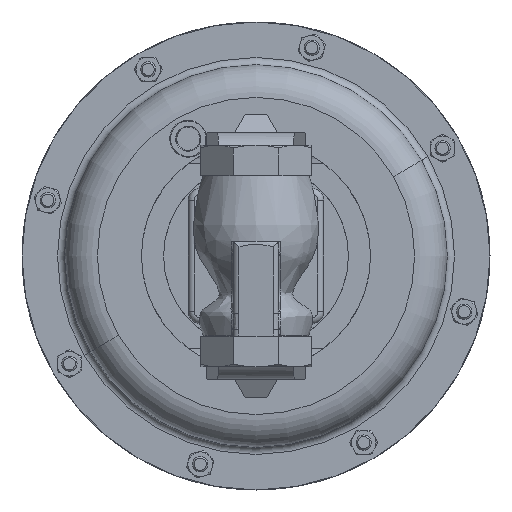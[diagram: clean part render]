
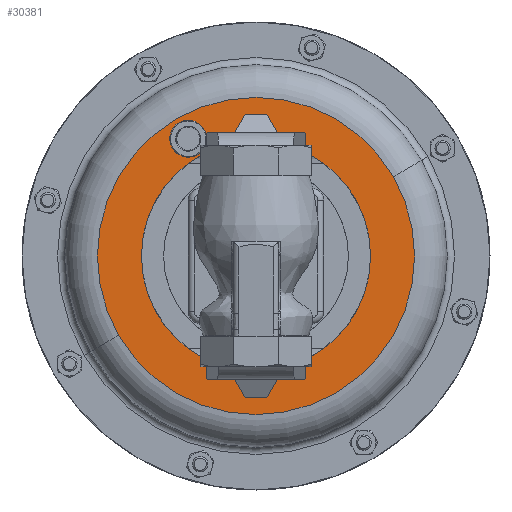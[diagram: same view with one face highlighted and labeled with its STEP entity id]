
A CAD part, front view. The second image highlights one B-rep face of the part: STEP entity #30381.
In plain terms, the highlighted planar face has unit normal (0, -1, 0).
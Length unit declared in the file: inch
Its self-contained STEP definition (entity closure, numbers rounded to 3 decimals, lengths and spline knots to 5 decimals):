
#273 = AXIS2_PLACEMENT_3D ( 'NONE', #31686, #29564, #28212 ) ;
#806 = CARTESIAN_POINT ( 'NONE',  ( 0., 7.835, -2.25 ) ) ;
#1308 = CARTESIAN_POINT ( 'NONE',  ( 0., 7.835, 0.075 ) ) ;
#1352 = EDGE_LOOP ( 'NONE', ( #25372, #24561 ) ) ;
#1585 = FACE_BOUND ( 'NONE', #4263, .T. ) ;
#1710 = CARTESIAN_POINT ( 'NONE',  ( -2.78774, 7.835, -3.8595 ) ) ;
#1880 = ORIENTED_EDGE ( 'NONE', *, *, #6007, .F. ) ;
#2352 = EDGE_CURVE ( 'NONE', #22409, #20467, #25001, .T. ) ;
#3260 = DIRECTION ( 'NONE',  ( 0., 0., -1. ) ) ;
#3591 = CARTESIAN_POINT ( 'NONE',  ( 2.78774, 7.835, -0.6405 ) ) ;
#3962 = CARTESIAN_POINT ( 'NONE',  ( 0., 7.835, -2.25 ) ) ;
#4263 = EDGE_LOOP ( 'NONE', ( #5695, #21664 ) ) ;
#5287 = DIRECTION ( 'NONE',  ( -0.999, 0., -0.035 ) ) ;
#5695 = ORIENTED_EDGE ( 'NONE', *, *, #15629, .T. ) ;
#6007 = EDGE_CURVE ( 'NONE', #10443, #20367, #10632, .T. ) ;
#6067 = DIRECTION ( 'NONE',  ( 0.866, 0., 0.5 ) ) ;
#6069 = DIRECTION ( 'NONE',  ( 0., 1., 0. ) ) ;
#6323 = AXIS2_PLACEMENT_3D ( 'NONE', #20585, #6069, #23125 ) ;
#6400 = DIRECTION ( 'NONE',  ( 0., 0., -1. ) ) ;
#6520 = VERTEX_POINT ( 'NONE', #1308 ) ;
#6544 = CARTESIAN_POINT ( 'NONE',  ( 0., 7.835, -2.25 ) ) ;
#7293 = FACE_BOUND ( 'NONE', #1352, .T. ) ;
#8172 = CARTESIAN_POINT ( 'NONE',  ( -1.375, 7.835, 0.13157 ) ) ;
#8756 = CARTESIAN_POINT ( 'NONE',  ( -1.00023, 7.835, 0.14463 ) ) ;
#8960 = DIRECTION ( 'NONE',  ( -0.866, 0., -0.5 ) ) ;
#10443 = VERTEX_POINT ( 'NONE', #1710 ) ;
#10632 = CIRCLE ( 'NONE', #273, 3.219 ) ;
#10875 = VERTEX_POINT ( 'NONE', #14618 ) ;
#10987 = CIRCLE ( 'NONE', #14534, 3.219 ) ;
#12509 = EDGE_CURVE ( 'NONE', #20467, #22409, #28973, .T. ) ;
#13008 = FACE_OUTER_BOUND ( 'NONE', #27980, .T. ) ;
#13273 = PLANE ( 'NONE',  #25027 ) ;
#13677 = DIRECTION ( 'NONE',  ( 0., 1., 0. ) ) ;
#14252 = EDGE_CURVE ( 'NONE', #6520, #10875, #28907, .T. ) ;
#14534 = AXIS2_PLACEMENT_3D ( 'NONE', #6544, #23621, #8960 ) ;
#14618 = CARTESIAN_POINT ( 'NONE',  ( 0., 7.835, -4.575 ) ) ;
#15629 = EDGE_CURVE ( 'NONE', #10875, #6520, #23835, .T. ) ;
#16456 = CARTESIAN_POINT ( 'NONE',  ( -1.74977, 7.835, 0.11851 ) ) ;
#17818 = DIRECTION ( 'NONE',  ( 0., 1., 0. ) ) ;
#20367 = VERTEX_POINT ( 'NONE', #3591 ) ;
#20408 = AXIS2_PLACEMENT_3D ( 'NONE', #3962, #20922, #6400 ) ;
#20467 = VERTEX_POINT ( 'NONE', #8756 ) ;
#20473 = CARTESIAN_POINT ( 'NONE',  ( -1.6095, 7.835, 0.53774 ) ) ;
#20583 = DIRECTION ( 'NONE',  ( 0., -1., 0. ) ) ;
#20585 = CARTESIAN_POINT ( 'NONE',  ( -1.375, 7.835, 0.13157 ) ) ;
#20922 = DIRECTION ( 'NONE',  ( 0., 1., 0. ) ) ;
#21592 = ORIENTED_EDGE ( 'NONE', *, *, #22889, .F. ) ;
#21664 = ORIENTED_EDGE ( 'NONE', *, *, #14252, .T. ) ;
#22409 = VERTEX_POINT ( 'NONE', #16456 ) ;
#22889 = EDGE_CURVE ( 'NONE', #20367, #10443, #10987, .T. ) ;
#23125 = DIRECTION ( 'NONE',  ( -0.999, 0., -0.035 ) ) ;
#23621 = DIRECTION ( 'NONE',  ( 0., 1., 0. ) ) ;
#23835 = CIRCLE ( 'NONE', #20408, 2.325 ) ;
#24561 = ORIENTED_EDGE ( 'NONE', *, *, #12509, .T. ) ;
#25001 = CIRCLE ( 'NONE', #29953, 0.375 ) ;
#25027 = AXIS2_PLACEMENT_3D ( 'NONE', #20473, #20583, #6067 ) ;
#25372 = ORIENTED_EDGE ( 'NONE', *, *, #2352, .T. ) ;
#27980 = EDGE_LOOP ( 'NONE', ( #1880, #21592 ) ) ;
#28212 = DIRECTION ( 'NONE',  ( -0.866, 0., -0.5 ) ) ;
#28907 = CIRCLE ( 'NONE', #29134, 2.325 ) ;
#28973 = CIRCLE ( 'NONE', #6323, 0.375 ) ;
#29134 = AXIS2_PLACEMENT_3D ( 'NONE', #806, #17818, #3260 ) ;
#29564 = DIRECTION ( 'NONE',  ( 0., 1., 0. ) ) ;
#29953 = AXIS2_PLACEMENT_3D ( 'NONE', #8172, #13677, #5287 ) ;
#30381 = ADVANCED_FACE ( 'NONE', ( #1585, #13008, #7293 ), #13273, .T. ) ;
#31686 = CARTESIAN_POINT ( 'NONE',  ( 0., 7.835, -2.25 ) ) ;
